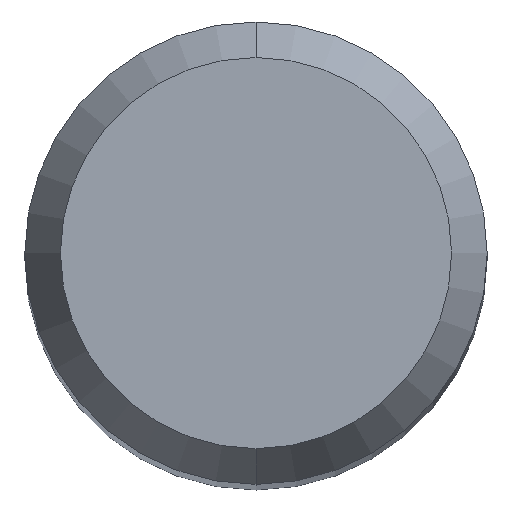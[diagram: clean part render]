
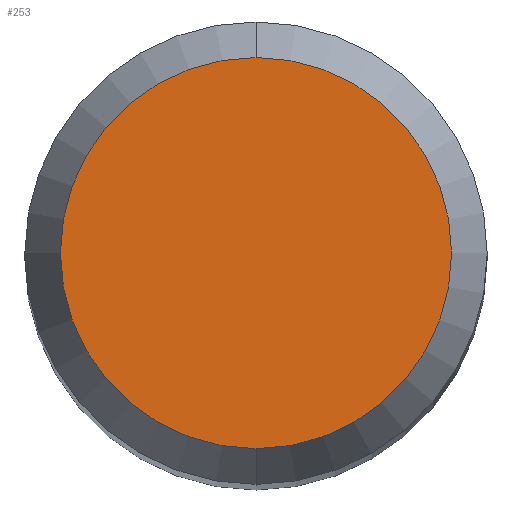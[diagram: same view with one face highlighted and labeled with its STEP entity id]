
A CAD part, top view. The second image highlights one B-rep face of the part: STEP entity #253.
In plain terms, the highlighted planar face has unit normal (0, 0, 1).
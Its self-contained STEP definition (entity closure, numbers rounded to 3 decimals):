
#229=VERTEX_POINT('',#526);
#253=ADVANCED_FACE('',(#553),#554,.T.);
#265=EDGE_CURVE('',#229,#305,#567,.T.);
#305=VERTEX_POINT('',#612);
#411=EDGE_CURVE('',#305,#229,#729,.T.);
#526=CARTESIAN_POINT('',(0.,-2.538,41.515));
#553=FACE_OUTER_BOUND('',#939,.T.);
#554=PLANE('',#940);
#567=CIRCLE('',#956,2.538);
#612=CARTESIAN_POINT('',(0.0,2.538,41.515));
#729=CIRCLE('',#1328,2.538);
#939=EDGE_LOOP('',(#1525,#1526));
#940=AXIS2_PLACEMENT_3D('',#1527,#1528,#1529);
#956=AXIS2_PLACEMENT_3D('',#1540,#1541,#1542);
#1328=AXIS2_PLACEMENT_3D('',#1722,#1723,#1724);
#1525=ORIENTED_EDGE('',*,*,#411,.F.);
#1526=ORIENTED_EDGE('',*,*,#265,.F.);
#1527=CARTESIAN_POINT('',(0.0,1.269,41.515));
#1528=DIRECTION('',(-0.0,0.0,1.0));
#1529=DIRECTION('',(0.0,-1.0,0.0));
#1540=CARTESIAN_POINT('',(0.0,0.0,41.515));
#1541=DIRECTION('',(0.0,0.0,-1.0));
#1542=DIRECTION('',(0.0,1.0,0.0));
#1722=CARTESIAN_POINT('',(0.0,0.0,41.515));
#1723=DIRECTION('',(0.0,0.0,-1.0));
#1724=DIRECTION('',(0.0,1.0,0.0));
